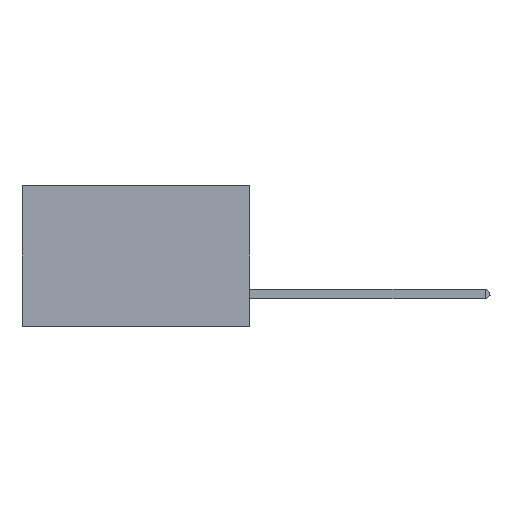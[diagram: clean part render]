
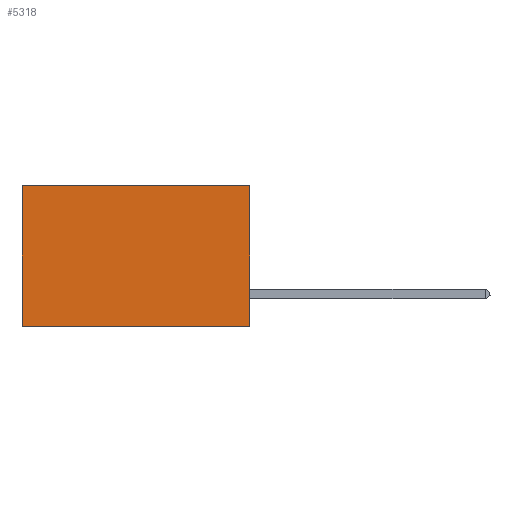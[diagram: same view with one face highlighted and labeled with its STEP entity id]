
A CAD part, left-side view. The second image highlights one B-rep face of the part: STEP entity #5318.
In plain terms, the highlighted planar face has unit normal (-1, 0, 0).
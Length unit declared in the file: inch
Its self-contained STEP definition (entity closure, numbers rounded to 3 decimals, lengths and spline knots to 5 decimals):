
#302 = CARTESIAN_POINT ( 'NONE',  ( 0.2875, 0., 0. ) ) ;
#578 = DIRECTION ( 'NONE',  ( 0., 1., 0. ) ) ;
#723 = LINE ( 'NONE', #16761, #29857 ) ;
#3047 = VERTEX_POINT ( 'NONE', #16516 ) ;
#3214 = FACE_OUTER_BOUND ( 'NONE', #11053, .T. ) ;
#4378 = DIRECTION ( 'NONE',  ( 1., 0., 0. ) ) ;
#4469 = DIRECTION ( 'NONE',  ( 0., 0., -1. ) ) ;
#5028 = VERTEX_POINT ( 'NONE', #302 ) ;
#5318 = ADVANCED_FACE ( 'NONE', ( #3214 ), #33541, .F. ) ;
#7059 = DIRECTION ( 'NONE',  ( 0., 1., 0. ) ) ;
#7600 = ORIENTED_EDGE ( 'NONE', *, *, #34066, .F. ) ;
#9810 = DIRECTION ( 'NONE',  ( 0., 0., -1. ) ) ;
#10147 = LINE ( 'NONE', #20769, #27366 ) ;
#11053 = EDGE_LOOP ( 'NONE', ( #14521, #7600, #25131, #16593 ) ) ;
#12736 = EDGE_CURVE ( 'NONE', #17297, #34646, #28738, .T. ) ;
#13709 = VECTOR ( 'NONE', #7059, 39.37008 ) ;
#14521 = ORIENTED_EDGE ( 'NONE', *, *, #12736, .T. ) ;
#16516 = CARTESIAN_POINT ( 'NONE',  ( 0.2875, 0., -0.37 ) ) ;
#16593 = ORIENTED_EDGE ( 'NONE', *, *, #20483, .T. ) ;
#16761 = CARTESIAN_POINT ( 'NONE',  ( 0.2875, 0., 0. ) ) ;
#17297 = VERTEX_POINT ( 'NONE', #33502 ) ;
#17760 = VECTOR ( 'NONE', #4469, 39.37008 ) ;
#18384 = DIRECTION ( 'NONE',  ( 0., 0., -1. ) ) ;
#19977 = CARTESIAN_POINT ( 'NONE',  ( 0.2875, 0., -0.37 ) ) ;
#20161 = CARTESIAN_POINT ( 'NONE',  ( 0.2875, 0., 0. ) ) ;
#20483 = EDGE_CURVE ( 'NONE', #5028, #17297, #723, .T. ) ;
#20769 = CARTESIAN_POINT ( 'NONE',  ( 0.2875, 0., 0. ) ) ;
#21729 = LINE ( 'NONE', #19977, #13709 ) ;
#25131 = ORIENTED_EDGE ( 'NONE', *, *, #34816, .F. ) ;
#27366 = VECTOR ( 'NONE', #18384, 39.37008 ) ;
#28738 = LINE ( 'NONE', #31852, #17760 ) ;
#29529 = AXIS2_PLACEMENT_3D ( 'NONE', #20161, #4378, #9810 ) ;
#29857 = VECTOR ( 'NONE', #578, 39.37008 ) ;
#31429 = CARTESIAN_POINT ( 'NONE',  ( 0.2875, 0.6, -0.37 ) ) ;
#31852 = CARTESIAN_POINT ( 'NONE',  ( 0.2875, 0.6, 0. ) ) ;
#33502 = CARTESIAN_POINT ( 'NONE',  ( 0.2875, 0.6, 0. ) ) ;
#33541 = PLANE ( 'NONE',  #29529 ) ;
#34066 = EDGE_CURVE ( 'NONE', #3047, #34646, #21729, .T. ) ;
#34646 = VERTEX_POINT ( 'NONE', #31429 ) ;
#34816 = EDGE_CURVE ( 'NONE', #5028, #3047, #10147, .T. ) ;
